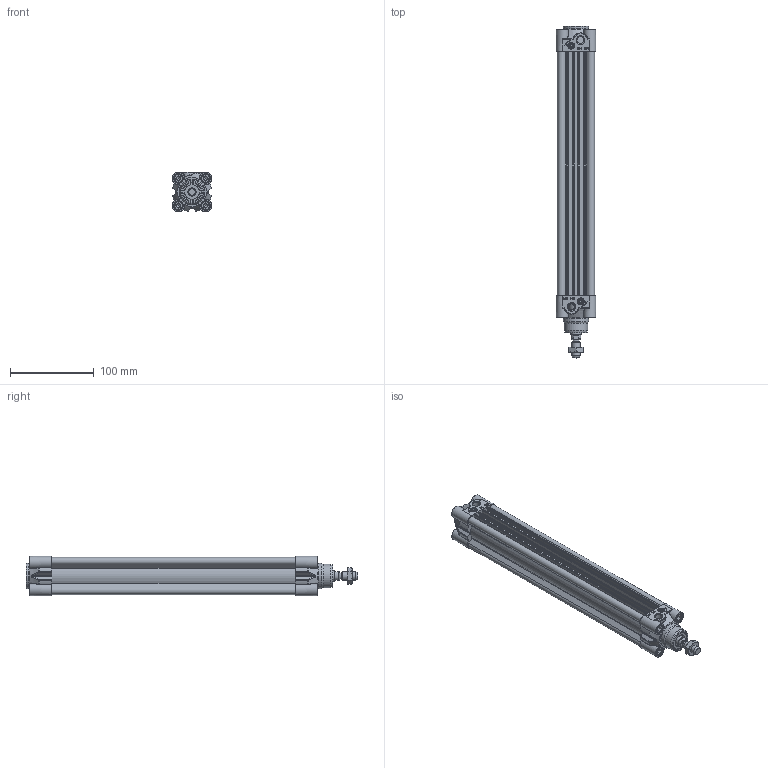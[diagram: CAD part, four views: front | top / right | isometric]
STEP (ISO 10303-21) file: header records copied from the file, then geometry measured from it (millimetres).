
FILE_DESCRIPTION(/* description */ (''),/* implementation_level */ '2;1');
FILE_NAME(/* name */ 'HDMA032.250.GS.M.stp',/* time_stamp */ '2021-03-09T12:26:58+01:00',/* author */ ('carlo.corazza'),/* organization */ (''),/* preprocessor_version */ 'ST-DEVELOPER v18.1',/* originating_system */ 'Autodesk Inventor 2020',/* authorisation */ '');
FILE_SCHEMA (('AUTOMOTIVE_DESIGN { 1 0 10303 214 3 1 1 }'));
Length unit declared in the file: millimetre
Products named in the file (6): HDMA032.250.GS.M; TPA; CORPO-250; 29.2010.000.0; TA032; STELO H032-250
Assembly tree (5 placements, depth 2):
  HDMA032.250.GS.M
    TPA
    CORPO-250
    29.2010.000.0
    TA032
    STELO H032-250
Bounding box: 47 x 396 x 47 mm (x, y, z)
Volume: 319384.5 mm3; surface area: 194758.5 mm2
Topology: 5 solids, 9 shells, 970 faces, 2496 edges, 1628 vertices
Faces by surface type: plane 347, cylinder 254, bspline 182, cone 96, torus 71, sphere 20
Full cylindrical faces by diameter (mm): 2.1 x1, 3 x1, 3.5 x1, 4.917 x8, 6 x9, 6.2 x8, 7 x1, 7.9 x1, 7.991 x1, 8 x1, 8.566 x2, 8.647 x1, 10 x9, 10.3 x8, 11.6 x1, 11.804 x1, 12 x2, 12.8 x1, 12.847 x1, 16 x1, 22 x2, 28 x1, 30 x2, 32 x2
Entity records: 34034 total; most frequent: CARTESIAN_POINT 9735, ORIENTED_EDGE 4964, DIRECTION 4580, EDGE_CURVE 2482, AXIS2_PLACEMENT_3D 1732, VERTEX_POINT 1628, LINE 1116, VECTOR 1116
